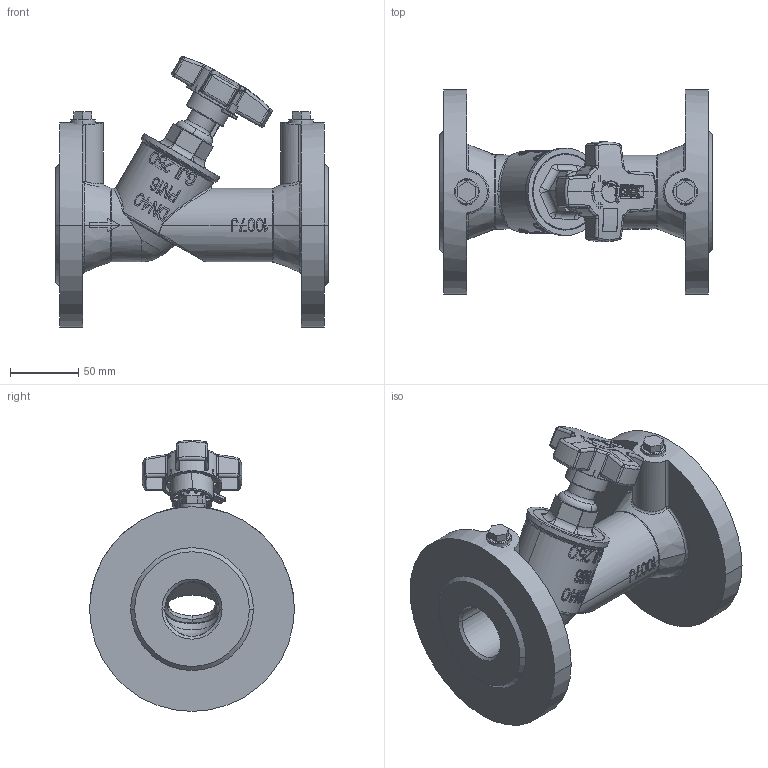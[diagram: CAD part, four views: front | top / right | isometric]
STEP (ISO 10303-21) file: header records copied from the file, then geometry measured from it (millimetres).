
FILE_DESCRIPTION((''),'2;1');
FILE_NAME('003Z1089-003Z1096_ASM','2015-05-12T',('u317927'),('Danfoss'),'PRO/ENGINEER BY PARAMETRIC TECHNOLOGY CORPORATION, 2014000','PRO/ENGINEER BY PARAMETRIC TECHNOLOGY CORPORATION, 2014000','');
FILE_SCHEMA(('CONFIG_CONTROL_DESIGN'));
Products named in the file (12): DN40BODY_27; BONNET_6; GASKET_2; NOPPLE_2; SEAT_02_2; BODY_DN50_0225_2; TOP_50_02_2; HANDWHEEL_DN50_CLIP_02_2; ASM_HANDWHEEL_DN50_0225_ASM_2_A_ASM; ASSEMBLE_ASM_3_ASM_ASM; 003Z1089-003Z1096_ASM_ASM_ASM; 003Z1089-003Z1096_ASM
Assembly tree (13 placements, depth 5):
  003Z1089-003Z1096_ASM
    003Z1089-003Z1096_ASM_ASM_ASM
      ASSEMBLE_ASM_3_ASM_ASM
        DN40BODY_27
        BONNET_6
        GASKET_2  x2
        NOPPLE_2  x2
        ASM_HANDWHEEL_DN50_0225_ASM_2_A_ASM
          SEAT_02_2
          BODY_DN50_0225_2
          TOP_50_02_2
          HANDWHEEL_DN50_CLIP_02_2
Bounding box: 200 x 150 x 198.48 mm (x, y, z)
Volume: 910968.5 mm3; surface area: 193789.6 mm2
Topology: 10 solids, 13 shells, 2697 faces, 7742 edges, 5130 vertices
Faces by surface type: plane 1322, bspline 630, cylinder 498, torus 117, cone 68, extrusion 54, sphere 8
Entity records: 106175 total; most frequent: CARTESIAN_POINT 39820, ORIENTED_EDGE 15268, DIRECTION 11628, EDGE_CURVE 7638, VERTEX_POINT 5062, VECTOR 4450, LINE 4396, AXIS2_PLACEMENT_3D 3589
